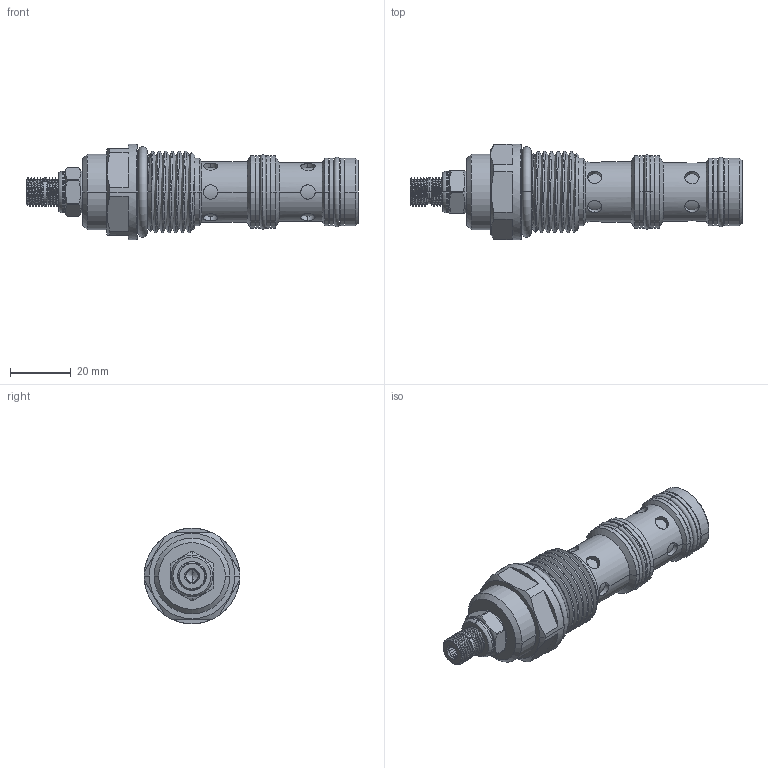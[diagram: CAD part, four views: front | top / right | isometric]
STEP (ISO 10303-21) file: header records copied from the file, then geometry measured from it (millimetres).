
FILE_DESCRIPTION (( 'STEP AP203' ), '1' );
FILE_NAME ('FR12W36-L.STEP', '2016-05-24T05:43:32', ( '' ), ( '' ), 'SwSTEP 2.0', 'SolidWorks 2012', '' );
FILE_SCHEMA (( 'CONFIG_CONTROL_DESIGN' ));
Length unit declared in the file: millimetre
Products named in the file (1): FR12W36-L
Bounding box: 109.52 x 31.5 x 31.5 mm (x, y, z)
Volume: 40745 mm3; surface area: 13396.1 mm2
Topology: 4 solids, 4 shells, 280 faces, 659 edges, 412 vertices
Faces by surface type: cylinder 137, plane 62, cone 38, torus 36, bspline 7
Entity records: 18538 total; most frequent: CARTESIAN_POINT 12257, ORIENTED_EDGE 1314, DIRECTION 1295, EDGE_CURVE 657, AXIS2_PLACEMENT_3D 539, VERTEX_POINT 412, EDGE_LOOP 309, ADVANCED_FACE 280
